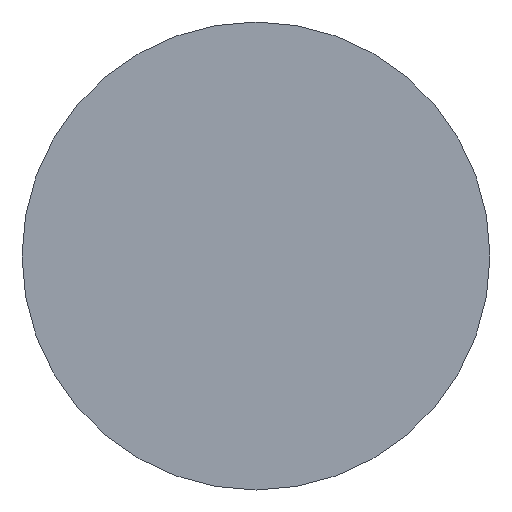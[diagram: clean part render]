
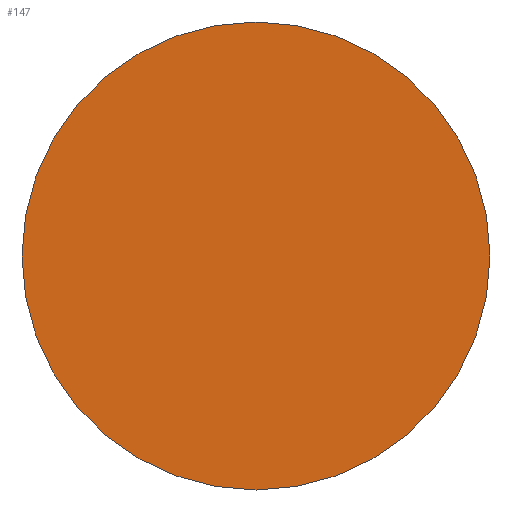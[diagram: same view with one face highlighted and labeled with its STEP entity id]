
A CAD part, left-side view. The second image highlights one B-rep face of the part: STEP entity #147.
In plain terms, the highlighted planar face has unit normal (-1, 0, 0).
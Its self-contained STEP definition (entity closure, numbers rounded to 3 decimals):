
#2 = CIRCLE ( 'NONE', #148, 5. ) ;
#10 = DIRECTION ( 'NONE',  ( -1., 0., 0. ) ) ;
#38 = CARTESIAN_POINT ( 'NONE',  ( 44.32, 26.089, 0. ) ) ;
#48 = DIRECTION ( 'NONE',  ( -1., 0., 0. ) ) ;
#52 = CARTESIAN_POINT ( 'NONE',  ( 44.32, 26.089, 0. ) ) ;
#53 = ORIENTED_EDGE ( 'NONE', *, *, #152, .T. ) ;
#60 = EDGE_LOOP ( 'NONE', ( #53, #182 ) ) ;
#61 = PLANE ( 'NONE',  #97 ) ;
#86 = DIRECTION ( 'NONE',  ( 0., 0., 1. ) ) ;
#87 = CARTESIAN_POINT ( 'NONE',  ( 44.32, 26.089, 0. ) ) ;
#89 = DIRECTION ( 'NONE',  ( 0., 0., 1. ) ) ;
#97 = AXIS2_PLACEMENT_3D ( 'NONE', #38, #144, #127 ) ;
#108 = FACE_OUTER_BOUND ( 'NONE', #60, .T. ) ;
#111 = VERTEX_POINT ( 'NONE', #129 ) ;
#116 = AXIS2_PLACEMENT_3D ( 'NONE', #52, #48, #86 ) ;
#117 = CIRCLE ( 'NONE', #116, 5. ) ;
#118 = VERTEX_POINT ( 'NONE', #126 ) ;
#126 = CARTESIAN_POINT ( 'NONE',  ( 44.32, 26.089, -5. ) ) ;
#127 = DIRECTION ( 'NONE',  ( 0., 0., -1. ) ) ;
#129 = CARTESIAN_POINT ( 'NONE',  ( 44.32, 26.089, 5. ) ) ;
#144 = DIRECTION ( 'NONE',  ( 1., 0., 0. ) ) ;
#147 = ADVANCED_FACE ( 'NONE', ( #108 ), #61, .F. ) ;
#148 = AXIS2_PLACEMENT_3D ( 'NONE', #87, #10, #89 ) ;
#150 = EDGE_CURVE ( 'NONE', #118, #111, #117, .T. ) ;
#152 = EDGE_CURVE ( 'NONE', #111, #118, #2, .T. ) ;
#182 = ORIENTED_EDGE ( 'NONE', *, *, #150, .T. ) ;
